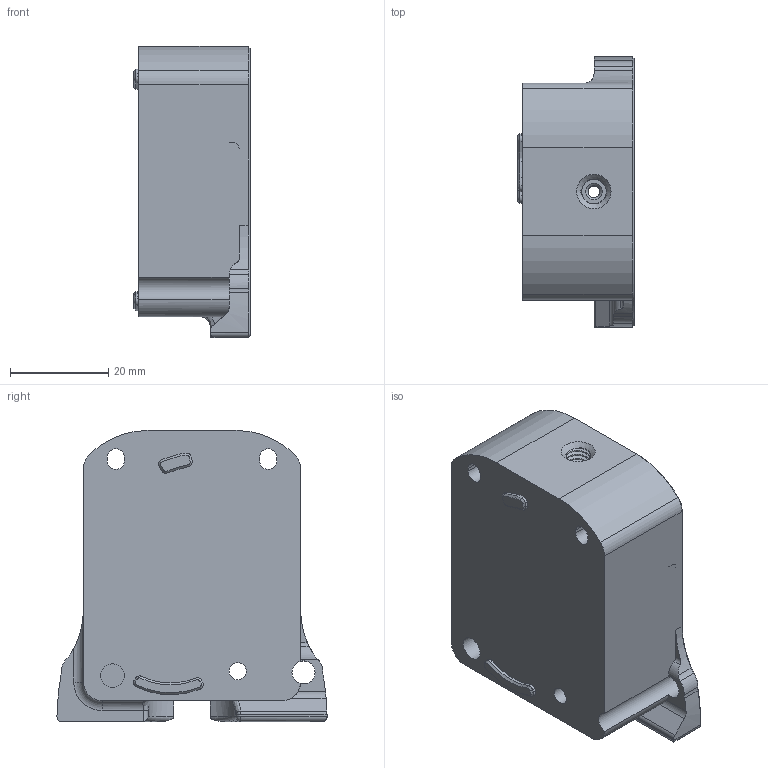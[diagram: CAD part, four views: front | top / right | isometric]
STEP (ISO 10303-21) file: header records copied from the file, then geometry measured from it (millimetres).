
FILE_DESCRIPTION(/* description */ (''),/* implementation_level */ '2;1');
FILE_NAME(/* name */ 'Afterburner_Bowden_adapter v1.step',/* time_stamp */ '2020-12-05T21:37:14+01:00',/* author */ (''),/* organization */ (''),/* preprocessor_version */ 'ST-DEVELOPER v18.1',/* originating_system */ 'Autodesk Translation Framework v9.3.0.1241',/* authorisation */ '');
FILE_SCHEMA (('AUTOMOTIVE_DESIGN { 1 0 10303 214 3 1 1 }'));
Length unit declared in the file: millimetre
Products named in the file (2): Afterburner_Bowden_adapter; Main Body^VORON Clockwork_X Carriage
Assembly tree (1 placements, depth 2):
  Afterburner_Bowden_adapter
    Main Body^VORON Clockwork_X Carriage
Bounding box: 23.7 x 55.02 x 59.3 mm (x, y, z)
Volume: 53531 mm3; surface area: 11794.7 mm2
Topology: 1 solids, 2 shells, 236 faces, 590 edges, 371 vertices
Faces by surface type: cylinder 85, plane 81, cone 40, bspline 18, torus 8, sphere 4
Full cylindrical faces by diameter (mm): 2.4 x3, 3.5 x1, 4.4 x1, 4.7 x3, 4.8 x1, 5.035 x2, 6 x1
Entity records: 8818 total; most frequent: CARTESIAN_POINT 3149, ORIENTED_EDGE 1182, DIRECTION 1161, EDGE_CURVE 591, AXIS2_PLACEMENT_3D 436, VERTEX_POINT 371, LINE 289, VECTOR 289
